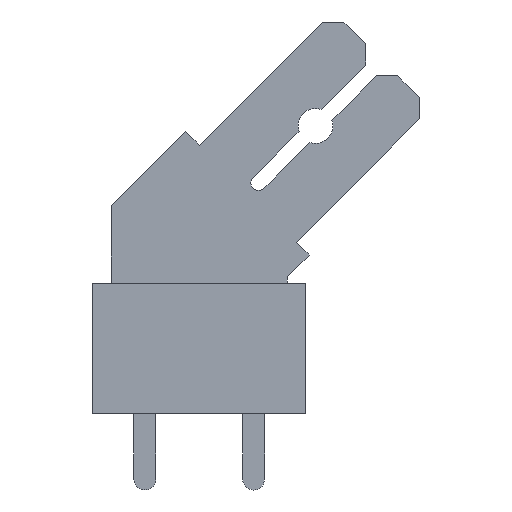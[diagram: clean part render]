
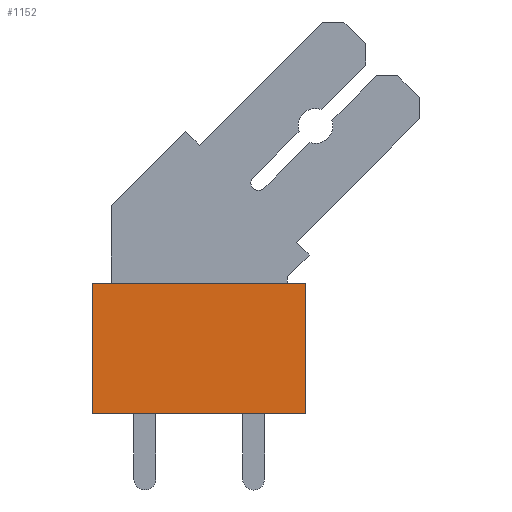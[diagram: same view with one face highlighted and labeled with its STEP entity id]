
A CAD part, left-side view. The second image highlights one B-rep face of the part: STEP entity #1152.
In plain terms, the highlighted planar face has unit normal (-1, 0, 0).
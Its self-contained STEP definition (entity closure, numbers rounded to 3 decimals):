
#1125=AXIS2_PLACEMENT_3D('Plane Axis2P3D',#1122,#1123,#1124) ;
#49=CARTESIAN_POINT('Vertex',(0.,5.212,3.5)) ;
#52=CARTESIAN_POINT('Line Origine',(0.,10.112,3.5)) ;
#56=CARTESIAN_POINT('Vertex',(0.,15.012,3.5)) ;
#1122=CARTESIAN_POINT('Axis2P3D Location',(0.,0.,0.)) ;
#1127=CARTESIAN_POINT('Line Origine',(0.,10.112,9.5)) ;
#1131=CARTESIAN_POINT('Vertex',(0.,5.212,9.5)) ;
#1133=CARTESIAN_POINT('Vertex',(0.,15.012,9.5)) ;
#1136=CARTESIAN_POINT('Line Origine',(0.,15.012,6.5)) ;
#1141=CARTESIAN_POINT('Line Origine',(0.,5.212,6.5)) ;
#53=DIRECTION('Vector Direction',(0.,1.,0.)) ;
#1123=DIRECTION('Axis2P3D Direction',(-1.,0.,0.)) ;
#1124=DIRECTION('Axis2P3D XDirection',(0.,0.,1.)) ;
#1128=DIRECTION('Vector Direction',(0.,-1.,0.)) ;
#1137=DIRECTION('Vector Direction',(0.,0.,1.)) ;
#1142=DIRECTION('Vector Direction',(0.,0.,-1.)) ;
#54=VECTOR('Line Direction',#53,1.) ;
#1129=VECTOR('Line Direction',#1128,1.) ;
#1138=VECTOR('Line Direction',#1137,1.) ;
#1143=VECTOR('Line Direction',#1142,1.) ;
#1147=ORIENTED_EDGE('',*,*,#1135,.T.) ;
#1148=ORIENTED_EDGE('',*,*,#1140,.T.) ;
#1149=ORIENTED_EDGE('',*,*,#58,.T.) ;
#1150=ORIENTED_EDGE('',*,*,#1145,.T.) ;
#1152=ADVANCED_FACE('_PCF 5.00/15/135 3.5 OR 9511920000',(#1151),#1126,.T.) ;
#58=EDGE_CURVE('',#57,#50,#55,.F.) ;
#1135=EDGE_CURVE('',#1132,#1134,#1130,.F.) ;
#1140=EDGE_CURVE('',#1134,#57,#1139,.F.) ;
#1145=EDGE_CURVE('',#50,#1132,#1144,.F.) ;
#1146=EDGE_LOOP('',(#1147,#1148,#1149,#1150)) ;
#1151=FACE_OUTER_BOUND('',#1146,.T.) ;
#55=LINE('Line',#52,#54) ;
#1130=LINE('Line',#1127,#1129) ;
#1139=LINE('Line',#1136,#1138) ;
#1144=LINE('Line',#1141,#1143) ;
#1126=PLANE('',#1125) ;
#50=VERTEX_POINT('',#49) ;
#57=VERTEX_POINT('',#56) ;
#1132=VERTEX_POINT('',#1131) ;
#1134=VERTEX_POINT('',#1133) ;
